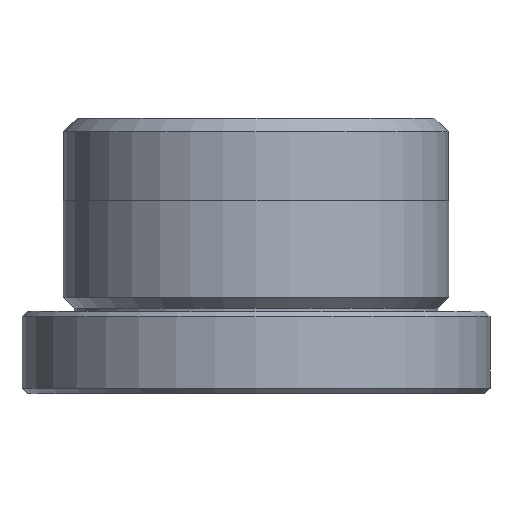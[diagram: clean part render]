
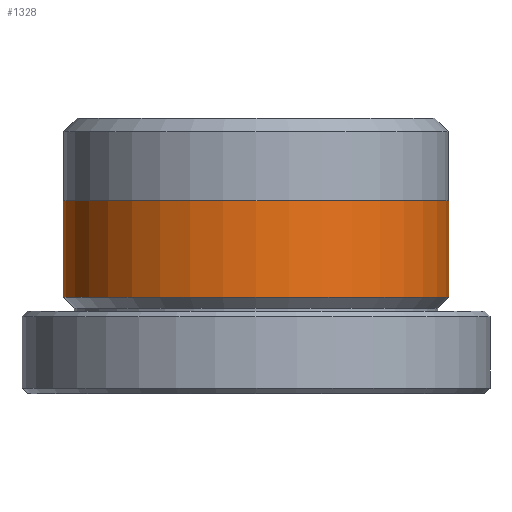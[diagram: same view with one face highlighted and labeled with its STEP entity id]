
A CAD part, front view. The second image highlights one B-rep face of the part: STEP entity #1328.
In plain terms, the highlighted cylindrical face has radius 7 mm (diameter 14 mm), a partial arc.
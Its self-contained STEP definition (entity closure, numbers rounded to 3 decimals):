
#39 = EDGE_CURVE ( 'NONE', #120, #1455, #570, .T. ) ;
#71 = DIRECTION ( 'NONE',  ( 0., 0., -1. ) ) ;
#81 = ORIENTED_EDGE ( 'NONE', *, *, #1286, .F. ) ;
#85 = CARTESIAN_POINT ( 'NONE',  ( 7., 0., 7. ) ) ;
#120 = VERTEX_POINT ( 'NONE', #553 ) ;
#362 = DIRECTION ( 'NONE',  ( 0., 0., 1. ) ) ;
#371 = DIRECTION ( 'NONE',  ( -1., 0., 0. ) ) ;
#384 = CARTESIAN_POINT ( 'NONE',  ( -7., 0., 3.5 ) ) ;
#396 = DIRECTION ( 'NONE',  ( 0., 0., -1. ) ) ;
#423 = CIRCLE ( 'NONE', #982, 7. ) ;
#469 = VECTOR ( 'NONE', #71, 1000. ) ;
#500 = ORIENTED_EDGE ( 'NONE', *, *, #1293, .T. ) ;
#520 = DIRECTION ( 'NONE',  ( 0., 0., -1. ) ) ;
#528 = VECTOR ( 'NONE', #1217, 1000. ) ;
#553 = CARTESIAN_POINT ( 'NONE',  ( 7., 0., 3.5 ) ) ;
#558 = EDGE_LOOP ( 'NONE', ( #81, #1227, #500, #849 ) ) ;
#570 = CIRCLE ( 'NONE', #1056, 7. ) ;
#583 = VERTEX_POINT ( 'NONE', #1324 ) ;
#770 = FACE_OUTER_BOUND ( 'NONE', #558, .T. ) ;
#849 = ORIENTED_EDGE ( 'NONE', *, *, #39, .F. ) ;
#982 = AXIS2_PLACEMENT_3D ( 'NONE', #1233, #362, #1366 ) ;
#1056 = AXIS2_PLACEMENT_3D ( 'NONE', #1262, #396, #1393 ) ;
#1213 = CARTESIAN_POINT ( 'NONE',  ( 7., 0., 10. ) ) ;
#1217 = DIRECTION ( 'NONE',  ( 0., 0., -1. ) ) ;
#1225 = CARTESIAN_POINT ( 'NONE',  ( -7., 0., 10. ) ) ;
#1227 = ORIENTED_EDGE ( 'NONE', *, *, #1300, .F. ) ;
#1233 = CARTESIAN_POINT ( 'NONE',  ( 0., 0., 7. ) ) ;
#1250 = LINE ( 'NONE', #1225, #469 ) ;
#1262 = CARTESIAN_POINT ( 'NONE',  ( 0., 0., 3.5 ) ) ;
#1286 = EDGE_CURVE ( 'NONE', #1310, #120, #1647, .T. ) ;
#1293 = EDGE_CURVE ( 'NONE', #583, #1455, #1250, .T. ) ;
#1300 = EDGE_CURVE ( 'NONE', #583, #1310, #423, .T. ) ;
#1310 = VERTEX_POINT ( 'NONE', #85 ) ;
#1324 = CARTESIAN_POINT ( 'NONE',  ( -7., 0., 7. ) ) ;
#1328 = ADVANCED_FACE ( 'NONE', ( #770 ), #1471, .T. ) ;
#1366 = DIRECTION ( 'NONE',  ( 1., 0., 0. ) ) ;
#1374 = CARTESIAN_POINT ( 'NONE',  ( 0., 0., 10. ) ) ;
#1393 = DIRECTION ( 'NONE',  ( -1., 0., 0. ) ) ;
#1455 = VERTEX_POINT ( 'NONE', #384 ) ;
#1471 = CYLINDRICAL_SURFACE ( 'NONE', #1611, 7. ) ;
#1611 = AXIS2_PLACEMENT_3D ( 'NONE', #1374, #520, #371 ) ;
#1647 = LINE ( 'NONE', #1213, #528 ) ;
